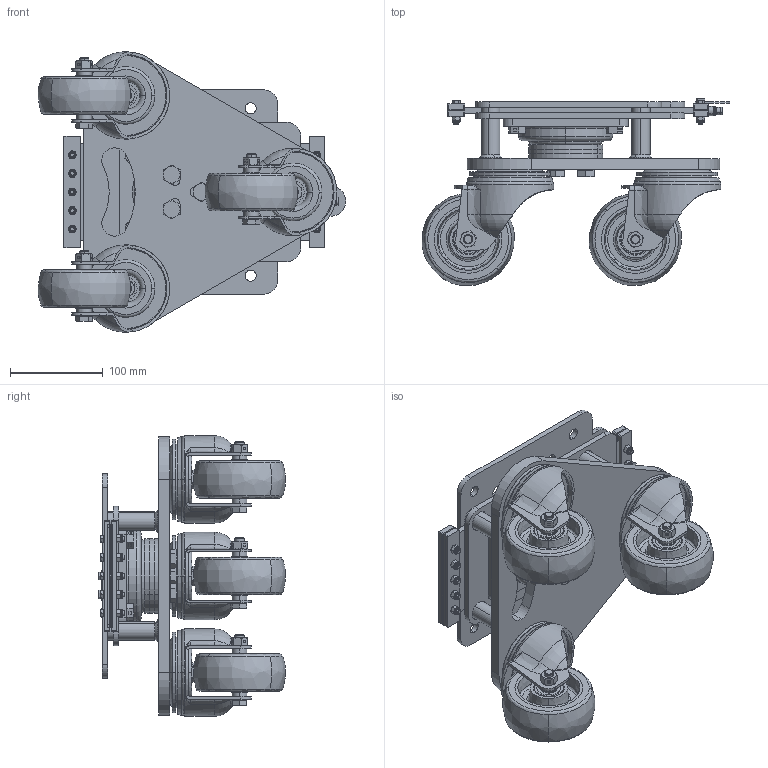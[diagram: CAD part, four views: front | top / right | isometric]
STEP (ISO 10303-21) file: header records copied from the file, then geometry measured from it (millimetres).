
FILE_DESCRIPTION (( 'STEP AP214' ), '1' );
FILE_NAME ('0050764_SL-PUBA-100-198-schwarz_(A-01).step', '2020-02-04T10:10:07', ( '' ), ( '' ), 'SwSTEP 2.0', 'SolidWorks 2018', '' );
FILE_SCHEMA (( 'AUTOMOTIVE_DESIGN' ));
Length unit declared in the file: millimetre
Products named in the file (1): 0050764_SL-PUBA-100-198-schwarz_(A-01)
Bounding box: 331.33 x 201.22 x 301.84 mm (x, y, z)
Volume: 2823371.8 mm3; surface area: 901573.2 mm2
Topology: 132 solids, 132 shells, 2895 faces, 6384 edges, 3876 vertices
Faces by surface type: plane 1042, cylinder 820, cone 676, torus 205, bspline 152
Entity records: 128018 total; most frequent: CARTESIAN_POINT 31371, DIRECTION 13576, ORIENTED_EDGE 12716, EDGE_CURVE 6358, AXIS2_PLACEMENT_3D 5610, VERTEX_POINT 3876, EDGE_LOOP 3332, UNCERTAINTY_MEASURE_WITH_UNIT 3029
